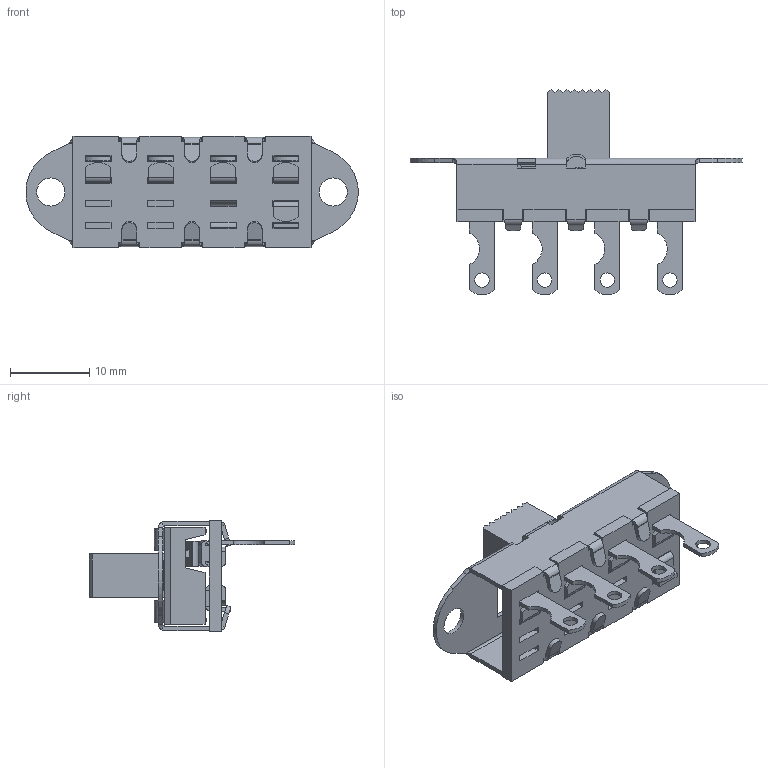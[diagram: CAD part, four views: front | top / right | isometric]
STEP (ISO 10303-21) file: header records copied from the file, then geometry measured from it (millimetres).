
FILE_DESCRIPTION(/* description */ (''),/* implementation_level */ '2;1');
FILE_NAME(/* name */ 'G-333S-0000_3D Model.stp',/* time_stamp */ '2023-09-25T13:42:15-04:00',/* author */ ('dwiltbank'),/* organization */ (''),/* preprocessor_version */ 'ST-DEVELOPER v19.2',/* originating_system */ 'Autodesk Inventor 2024',/* authorisation */ '');
FILE_SCHEMA (('AUTOMOTIVE_DESIGN { 1 0 10303 214 3 1 1 }'));
Length unit declared in the file: inch
Products named in the file (1): G-333S-0000_Simplify_1
Bounding box: 42.02 x 25.97 x 14.12 mm (x, y, z)
Volume: 2264.9 mm3; surface area: 4809 mm2
Topology: 1 solids, 1 shells, 649 faces, 1900 edges, 1198 vertices
Faces by surface type: plane 487, cylinder 127, bspline 25, sphere 8, cone 2
Full cylindrical faces by diameter (mm): 1.397 x2, 1.727 x2, 1.829 x4, 3.429 x1, 3.556 x2
Entity records: 22529 total; most frequent: CARTESIAN_POINT 4384, ORIENTED_EDGE 3784, DIRECTION 3443, EDGE_CURVE 1892, LINE 1479, VECTOR 1479, VERTEX_POINT 1198, AXIS2_PLACEMENT_3D 982
